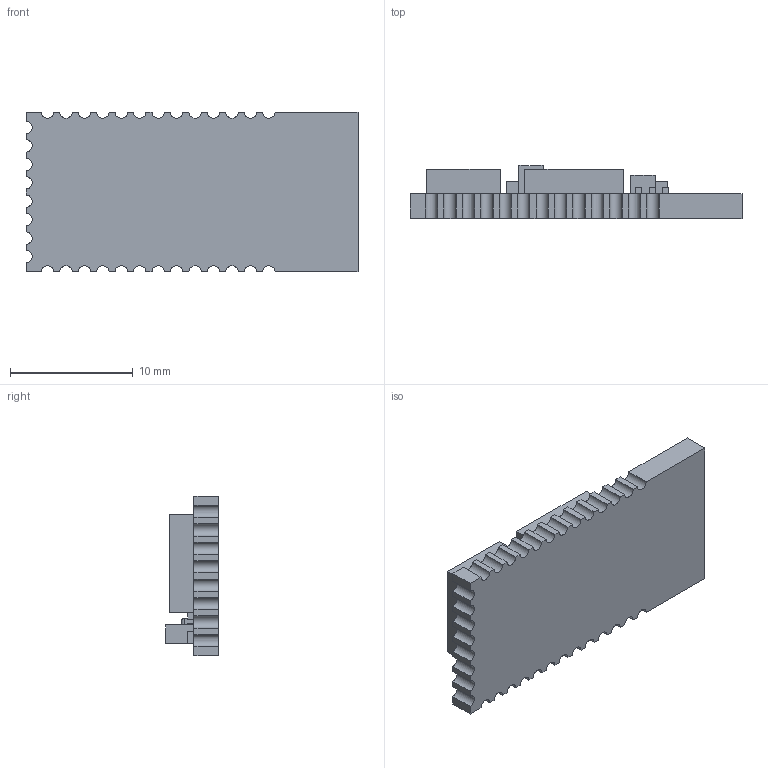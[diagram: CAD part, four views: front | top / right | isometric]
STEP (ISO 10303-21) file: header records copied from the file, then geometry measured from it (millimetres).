
FILE_DESCRIPTION (( 'STEP AP214' ), '1' );
FILE_NAME ('User Library-HC05(06).STEP', '2019-11-12T18:31:22', ( '' ), ( '' ), 'SwSTEP 2.0', 'SolidWorks 2019', '' );
FILE_SCHEMA (( 'AUTOMOTIVE_DESIGN' ));
Length unit declared in the file: millimetre
Products named in the file (1): User Library-HC05(06)
Bounding box: 27 x 4.31 x 13 mm (x, y, z)
Volume: 928.4 mm3; surface area: 1066.7 mm2
Topology: 1 solids, 1 shells, 319 faces, 881 edges, 585 vertices
Faces by surface type: plane 268, cylinder 47, bspline 4
Entity records: 12667 total; most frequent: CARTESIAN_POINT 1914, ORIENTED_EDGE 1762, DIRECTION 1595, EDGE_CURVE 881, VECTOR 775, LINE 775, VERTEX_POINT 585, AXIS2_PLACEMENT_3D 410
